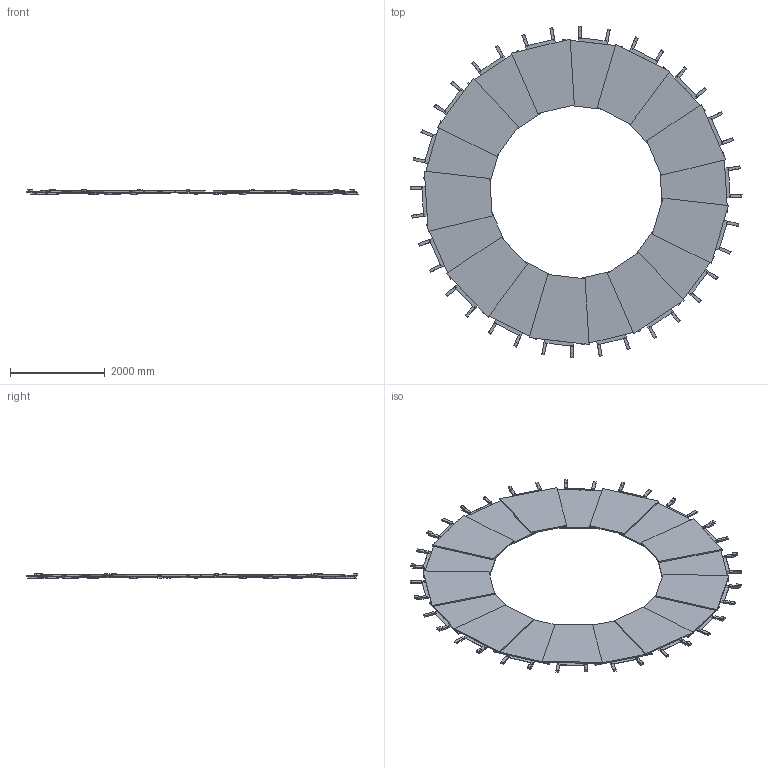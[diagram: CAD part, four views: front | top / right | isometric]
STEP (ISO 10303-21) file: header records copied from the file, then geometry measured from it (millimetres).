
FILE_DESCRIPTION(('CATIA V5 STEP Exchange'),'2;1');
FILE_NAME('new_chambers.stp','2016-05-12T08:19:58+00:00',('none'),('none'),'CATIA Version 5-6 Release 2013 SP4','CATIA V5 STEP AP203','none');
FILE_SCHEMA(('CONFIG_CONTROL_DESIGN'));
Length unit declared in the file: millimetre
Products named in the file (4): new chambers; inner ring; chamber; outer ring
Assembly tree (25 placements, depth 4):
  new chambers
    inner ring
      chamber  x9
        #73
        #402
        #873
        #1555
        #1938
    outer ring
      chamber  x9
        #73
        #402
        #873
        #1555
        #1938
Bounding box: 7016.81 x 7016.81 x 102 mm (x, y, z)
Volume: 742269713.2 mm3; surface area: 58689126 mm2
Topology: 90 solids, 90 shells, 1116 faces, 3546 edges, 3114 vertices
Faces by surface type: plane 630, bspline 486
Entity records: 2959 total; most frequent: CARTESIAN_POINT 1264, ORIENTED_EDGE 306, DIRECTION 242, EDGE_CURVE 153, VERTEX_POINT 102, AXIS2_PLACEMENT_3D 85, EDGE_LOOP 79, VECTOR 72
